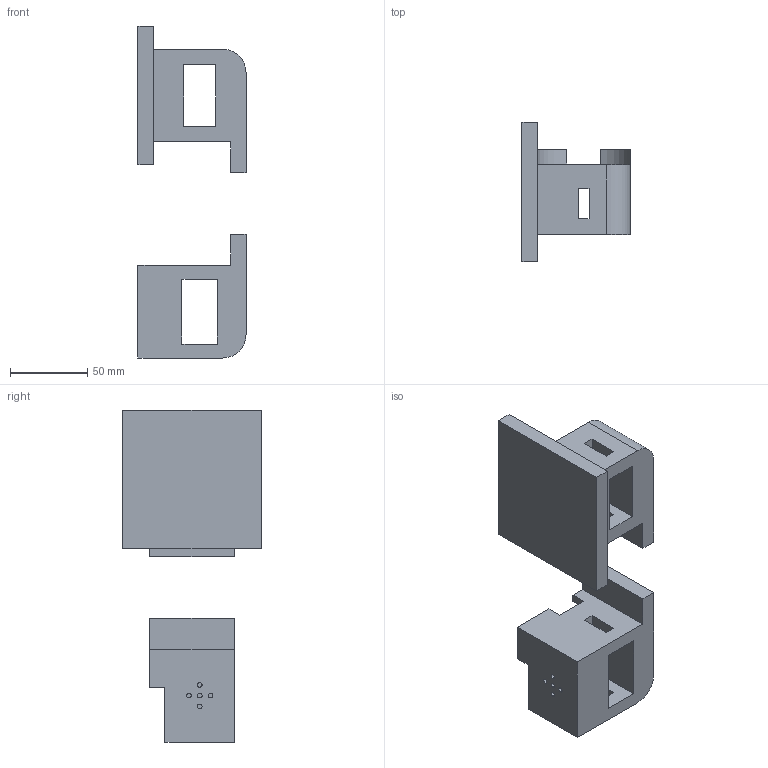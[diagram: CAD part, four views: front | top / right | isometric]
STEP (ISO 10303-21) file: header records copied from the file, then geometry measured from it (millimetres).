
FILE_DESCRIPTION (( 'STEP AP203' ), '1' );
FILE_NAME ('ROBO Wrist for gripper-For existing hand.STEP', '2020-06-27T06:52:32', ( '' ), ( '' ), 'SwSTEP 2.0', 'SolidWorks 2017', '' );
FILE_SCHEMA (( 'CONFIG_CONTROL_DESIGN' ));
Length unit declared in the file: millimetre
Products named in the file (1): ROBO Wrist for gripper-For existing hand
Bounding box: 70 x 90 x 215 mm (x, y, z)
Volume: 374287.6 mm3; surface area: 68629.6 mm2
Topology: 2 solids, 2 shells, 75 faces, 195 edges, 130 vertices
Faces by surface type: plane 59, cylinder 16
Entity records: 2380 total; most frequent: CARTESIAN_POINT 401, ORIENTED_EDGE 390, DIRECTION 379, EDGE_CURVE 195, LINE 163, VECTOR 163, VERTEX_POINT 130, AXIS2_PLACEMENT_3D 108
